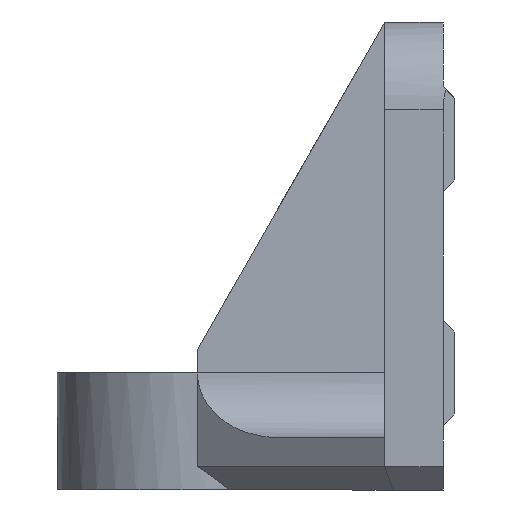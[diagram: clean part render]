
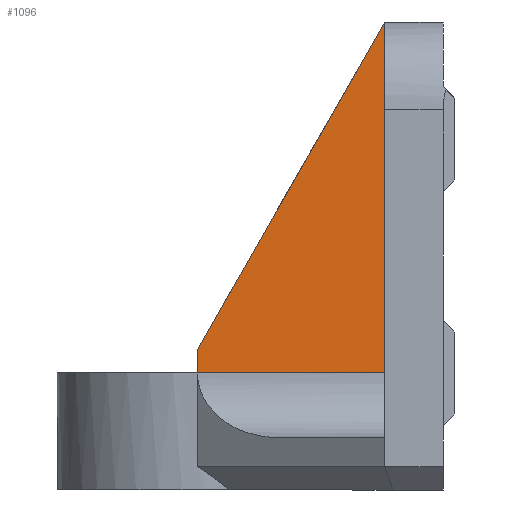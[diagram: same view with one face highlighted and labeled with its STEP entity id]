
A CAD part, front view. The second image highlights one B-rep face of the part: STEP entity #1096.
In plain terms, the highlighted planar face has unit normal (0, -1, 0).
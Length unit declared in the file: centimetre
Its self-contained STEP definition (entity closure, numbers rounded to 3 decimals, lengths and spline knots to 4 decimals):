
#156=FACE_OUTER_BOUND($,#243,.T.);
#243=EDGE_LOOP($,(#947,#948,#949,#950,#951,#952));
#298=LINE($,#1635,#396);
#305=LINE($,#1647,#403);
#307=LINE($,#1651,#405);
#316=LINE($,#1726,#414);
#355=LINE($,#1816,#453);
#356=LINE($,#1819,#454);
#396=VECTOR($,#1304,0.);
#403=VECTOR($,#1313,3.2249);
#405=VECTOR($,#1317,0.2);
#414=VECTOR($,#1398,0.);
#453=VECTOR($,#1495,1.6);
#454=VECTOR($,#1500,3.);
#506=VERTEX_POINT($,#1632);
#507=VERTEX_POINT($,#1634);
#511=VERTEX_POINT($,#1645);
#512=VERTEX_POINT($,#1649);
#542=VERTEX_POINT($,#1724);
#564=VERTEX_POINT($,#1815);
#616=EDGE_CURVE($,#507,#506,#298,.F.);
#623=EDGE_CURVE($,#511,#506,#305,.T.);
#625=EDGE_CURVE($,#512,#511,#307,.T.);
#656=EDGE_CURVE($,#512,#542,#316,.F.);
#701=EDGE_CURVE($,#564,#542,#355,.T.);
#703=EDGE_CURVE($,#507,#564,#356,.T.);
#947=ORIENTED_EDGE($,*,*,#623,.F.);
#948=ORIENTED_EDGE($,*,*,#625,.F.);
#949=ORIENTED_EDGE($,*,*,#656,.T.);
#950=ORIENTED_EDGE($,*,*,#701,.F.);
#951=ORIENTED_EDGE($,*,*,#703,.F.);
#952=ORIENTED_EDGE($,*,*,#616,.T.);
#1036=PLANE($,#1203);
#1096=ADVANCED_FACE($,(#156),#1036,.T.);
#1203=AXIS2_PLACEMENT_3D($,#1818,#1498,#1499);
#1304=DIRECTION($,(1.,0.,0.));
#1313=DIRECTION($,(0.496,0.,0.868));
#1317=DIRECTION($,(0.,0.,1.));
#1398=DIRECTION($,(-1.,0.,0.));
#1495=DIRECTION($,(-1.,0.,0.));
#1498=DIRECTION('center_axis',(0.,-1.,0.));
#1499=DIRECTION('ref_axis',(0.,0.,1.));
#1500=DIRECTION($,(0.,0.,-1.));
#1632=CARTESIAN_POINT('',(1.15,1.3,3.15));
#1634=CARTESIAN_POINT('',(1.15,1.3,3.15));
#1635=CARTESIAN_POINT($,(1.15,1.3,3.15));
#1645=CARTESIAN_POINT('',(-0.45,1.3,0.35));
#1647=CARTESIAN_POINT($,(0.0147,1.3,1.1633));
#1649=CARTESIAN_POINT('',(-0.45,1.3,0.15));
#1651=CARTESIAN_POINT($,(-0.45,1.3,0.4));
#1724=CARTESIAN_POINT('',(-0.45,1.3,0.15));
#1726=CARTESIAN_POINT($,(1.15,1.3,0.15));
#1815=CARTESIAN_POINT('',(1.15,1.3,0.15));
#1816=CARTESIAN_POINT($,(1.15,1.3,0.15));
#1818=CARTESIAN_POINT('Origin',(1.15,1.3,-0.85));
#1819=CARTESIAN_POINT($,(1.15,1.3,0.15));
